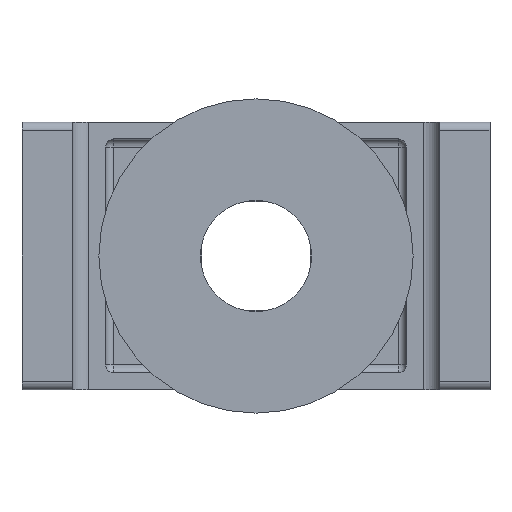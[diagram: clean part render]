
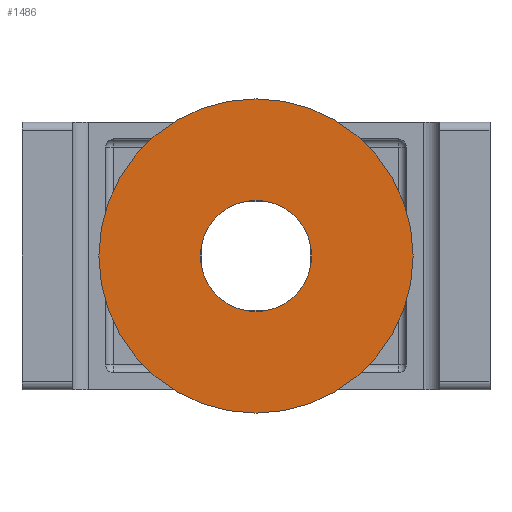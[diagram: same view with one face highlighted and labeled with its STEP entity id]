
A CAD part, front view. The second image highlights one B-rep face of the part: STEP entity #1486.
In plain terms, the highlighted planar face has unit normal (0, -1, 0).
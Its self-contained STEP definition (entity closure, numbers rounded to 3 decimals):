
#1381=CARTESIAN_POINT('',(0.,-1.75,0.));
#1382=DIRECTION('',(0.,-1.,0.));
#1383=DIRECTION('',(-1.,0.,0.));
#1384=AXIS2_PLACEMENT_3D('',#1381,#1382,#1383);
#1386=CARTESIAN_POINT('',(0.,-1.75,0.));
#1387=DIRECTION('',(0.,-1.,0.));
#1388=DIRECTION('',(1.,0.,0.));
#1389=AXIS2_PLACEMENT_3D('',#1386,#1387,#1388);
#1391=CARTESIAN_POINT('',(0.,-1.75,0.));
#1392=DIRECTION('',(0.,1.,0.));
#1393=DIRECTION('',(-1.,0.,0.));
#1394=AXIS2_PLACEMENT_3D('',#1391,#1392,#1393);
#1396=CARTESIAN_POINT('',(0.,-1.75,0.));
#1397=DIRECTION('',(0.,1.,0.));
#1398=DIRECTION('',(1.,0.,0.));
#1399=AXIS2_PLACEMENT_3D('',#1396,#1397,#1398);
#1417=CARTESIAN_POINT('',(-9.4,-1.75,0.));
#1418=CARTESIAN_POINT('',(9.4,-1.75,0.));
#1419=VERTEX_POINT('',#1417);
#1420=VERTEX_POINT('',#1418);
#1421=CARTESIAN_POINT('',(-3.325,-1.75,0.));
#1422=CARTESIAN_POINT('',(3.325,-1.75,0.));
#1423=VERTEX_POINT('',#1421);
#1424=VERTEX_POINT('',#1422);
#1471=CARTESIAN_POINT('',(0.,-1.75,0.));
#1472=DIRECTION('',(0.,-1.,0.));
#1473=DIRECTION('',(-1.,0.,0.));
#1474=AXIS2_PLACEMENT_3D('',#1471,#1472,#1473);
#1475=PLANE('',#1474);
#1476=ORIENTED_EDGE('',*,*,#1451,.F.);
#1477=ORIENTED_EDGE('',*,*,#1465,.F.);
#1478=EDGE_LOOP('',(#1476,#1477));
#1479=FACE_OUTER_BOUND('',#1478,.F.);
#1481=ORIENTED_EDGE('',*,*,#1480,.F.);
#1483=ORIENTED_EDGE('',*,*,#1482,.F.);
#1484=EDGE_LOOP('',(#1481,#1483));
#1485=FACE_BOUND('',#1484,.F.);
#1486=ADVANCED_FACE('',(#1479,#1485),#1475,.T.);
#1385=CIRCLE('',#1384,9.4);
#1390=CIRCLE('',#1389,9.4);
#1395=CIRCLE('',#1394,3.325);
#1400=CIRCLE('',#1399,3.325);
#1451=EDGE_CURVE('',#1419,#1420,#1385,.T.);
#1465=EDGE_CURVE('',#1420,#1419,#1390,.T.);
#1480=EDGE_CURVE('',#1423,#1424,#1395,.T.);
#1482=EDGE_CURVE('',#1424,#1423,#1400,.T.);
